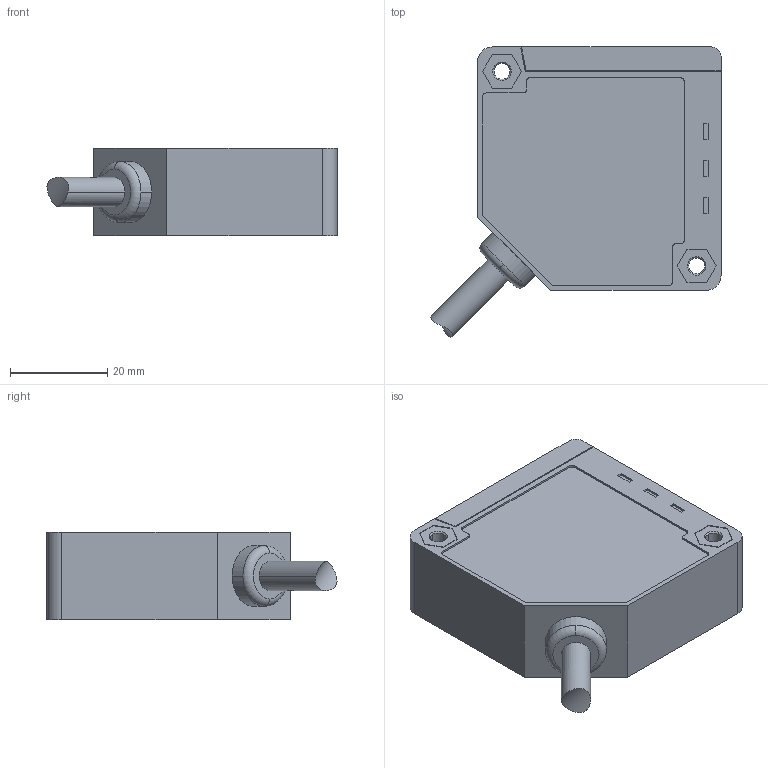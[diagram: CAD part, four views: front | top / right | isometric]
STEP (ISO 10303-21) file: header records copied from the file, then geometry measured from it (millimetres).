
FILE_DESCRIPTION(('STEP AP242'),'1');
FILE_NAME('sensor_xuk0aksal10_cab.stp','2021-08-17T01:08:14',('TraceParts'),('TraceParts S.A.'),'Spatial InterOp 3D',' ',' ');
FILE_SCHEMA(('AP242_MANAGED_MODEL_BASED_3D_ENGINEERING_MIM_LF {1 0 10303 442 1 1 4}'));
Length unit declared in the file: millimetre
Products named in the file (1): sensor_xuk0aksal10_cab
Bounding box: 59.6 x 59.6 x 18 mm (x, y, z)
Volume: 41836.7 mm3; surface area: 9355.5 mm2
Topology: 1 solids, 1 shells, 155 faces, 410 edges, 273 vertices
Faces by surface type: plane 102, cylinder 47, cone 4, torus 2
Entity records: 4880 total; most frequent: CARTESIAN_POINT 907, ORIENTED_EDGE 820, DIRECTION 819, EDGE_CURVE 410, LINE 305, VECTOR 305, VERTEX_POINT 273, AXIS2_PLACEMENT_3D 257
